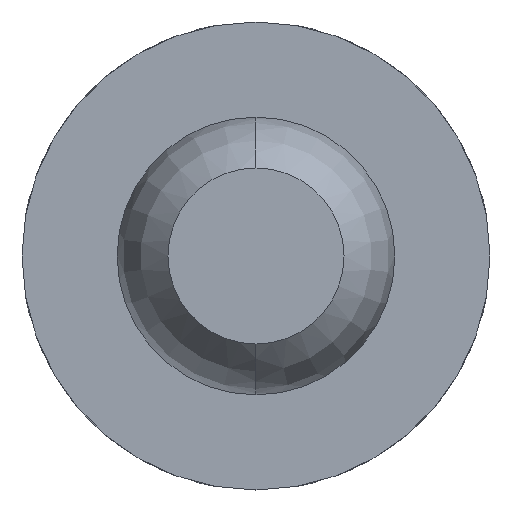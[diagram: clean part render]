
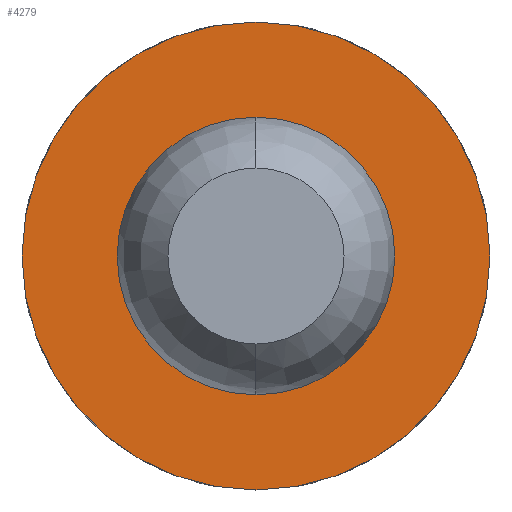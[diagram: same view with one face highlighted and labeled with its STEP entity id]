
A CAD part, front view. The second image highlights one B-rep face of the part: STEP entity #4279.
In plain terms, the highlighted planar face has unit normal (0, -1, 0).
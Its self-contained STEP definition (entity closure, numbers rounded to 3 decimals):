
#237 = DIRECTION ( 'NONE',  ( -1., 0., 0. ) ) ;
#305 = AXIS2_PLACEMENT_3D ( 'NONE', #4204, #1272, #3373 ) ;
#530 = EDGE_LOOP ( 'NONE', ( #554, #2874 ) ) ;
#554 = ORIENTED_EDGE ( 'NONE', *, *, #4561, .T. ) ;
#630 = CARTESIAN_POINT ( 'NONE',  ( 1.98, 6.4, 0. ) ) ;
#666 = CARTESIAN_POINT ( 'NONE',  ( 0.76, 6.4, 0. ) ) ;
#940 = DIRECTION ( 'NONE',  ( 0., -1., 0. ) ) ;
#992 = CARTESIAN_POINT ( 'NONE',  ( 0., 6.4, 0. ) ) ;
#1063 = EDGE_CURVE ( 'Defeature ausgef�hrt1_49+Defeature ausgef�hrt1_48+Defeature ausgef�hrt1_48+Defeature ausgef�hrt1_48', #3023, #1314, #3039, .T. ) ;
#1116 = FACE_OUTER_BOUND ( 'NONE', #530, .T. ) ;
#1160 = DIRECTION ( 'NONE',  ( -1., 0., 0. ) ) ;
#1230 = CARTESIAN_POINT ( 'NONE',  ( 0., 6.4, -0.76 ) ) ;
#1272 = DIRECTION ( 'NONE',  ( 0., -1., 0. ) ) ;
#1314 = VERTEX_POINT ( 'NONE', #3972 ) ;
#1836 = VERTEX_POINT ( 'NONE', #630 ) ;
#2091 = FACE_BOUND ( 'NONE', #4168, .T. ) ;
#2315 = EDGE_CURVE ( 'Defeature ausgef�hrt1_49+Defeature ausgef�hrt1_48+Defeature ausgef�hrt1_48+Defeature ausgef�hrt1_48', #1314, #3023, #3483, .T. ) ;
#2363 = EDGE_CURVE ( 'Defeature ausgef�hrt1_48+Defeature ausgef�hrt1_47+Defeature ausgef�hrt1_47+Defeature ausgef�hrt1_47', #1836, #4660, #4376, .T. ) ;
#2500 = AXIS2_PLACEMENT_3D ( 'NONE', #992, #4767, #5265 ) ;
#2568 = DIRECTION ( 'NONE',  ( -1., 0., 0. ) ) ;
#2874 = ORIENTED_EDGE ( 'NONE', *, *, #2363, .T. ) ;
#2904 = AXIS2_PLACEMENT_3D ( 'NONE', #3296, #3621, #1160 ) ;
#3023 = VERTEX_POINT ( 'NONE', #666 ) ;
#3039 = CIRCLE ( 'NONE', #3152, 0.76 ) ;
#3147 = AXIS2_PLACEMENT_3D ( 'NONE', #1230, #4067, #237 ) ;
#3152 = AXIS2_PLACEMENT_3D ( 'NONE', #4211, #940, #2568 ) ;
#3296 = CARTESIAN_POINT ( 'NONE',  ( 0., 6.4, 0. ) ) ;
#3353 = CARTESIAN_POINT ( 'NONE',  ( -1.98, 6.4, 0. ) ) ;
#3373 = DIRECTION ( 'NONE',  ( -1., 0., 0. ) ) ;
#3483 = CIRCLE ( 'NONE', #2904, 0.76 ) ;
#3557 = ORIENTED_EDGE ( 'NONE', *, *, #1063, .F. ) ;
#3621 = DIRECTION ( 'NONE',  ( 0., -1., 0. ) ) ;
#3696 = PLANE ( 'NONE',  #3147 ) ;
#3972 = CARTESIAN_POINT ( 'NONE',  ( -0.76, 6.4, 0. ) ) ;
#4067 = DIRECTION ( 'NONE',  ( 0., -1., 0. ) ) ;
#4092 = ORIENTED_EDGE ( 'NONE', *, *, #2315, .F. ) ;
#4168 = EDGE_LOOP ( 'NONE', ( #4092, #3557 ) ) ;
#4204 = CARTESIAN_POINT ( 'NONE',  ( 0., 6.4, 0. ) ) ;
#4211 = CARTESIAN_POINT ( 'NONE',  ( 0., 6.4, 0. ) ) ;
#4279 = ADVANCED_FACE ( 'Defeature ausgef�hrt1_48', ( #1116, #2091 ), #3696, .T. ) ;
#4376 = CIRCLE ( 'NONE', #305, 1.98 ) ;
#4561 = EDGE_CURVE ( 'Defeature ausgef�hrt1_48+Defeature ausgef�hrt1_47+Defeature ausgef�hrt1_47+Defeature ausgef�hrt1_47', #4660, #1836, #4979, .T. ) ;
#4660 = VERTEX_POINT ( 'NONE', #3353 ) ;
#4767 = DIRECTION ( 'NONE',  ( 0., -1., 0. ) ) ;
#4979 = CIRCLE ( 'NONE', #2500, 1.98 ) ;
#5265 = DIRECTION ( 'NONE',  ( -1., 0., 0. ) ) ;
